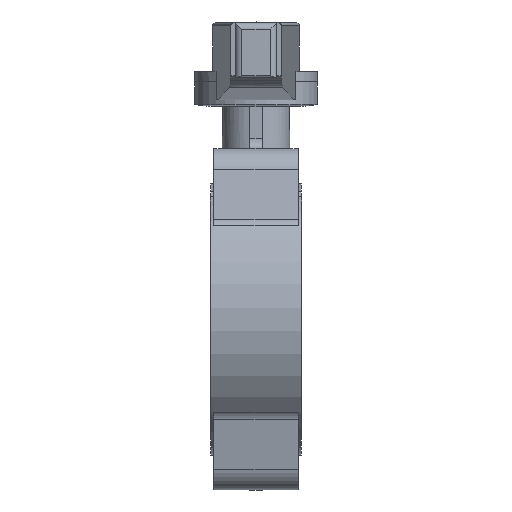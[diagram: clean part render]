
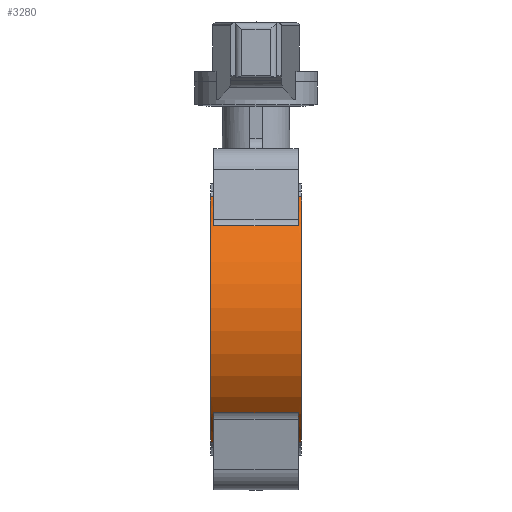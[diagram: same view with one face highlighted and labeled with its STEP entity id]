
A CAD part, front view. The second image highlights one B-rep face of the part: STEP entity #3280.
In plain terms, the highlighted cylindrical face has radius 105 mm (diameter 210 mm), a partial arc.
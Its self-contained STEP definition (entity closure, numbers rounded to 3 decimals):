
#98=LINE('',#4837,#378);
#101=LINE('',#4850,#381);
#123=LINE('',#4921,#403);
#124=LINE('',#4926,#404);
#215=LINE('',#5340,#495);
#216=LINE('',#5341,#496);
#378=VECTOR('',#3827,2.5);
#381=VECTOR('',#3838,2.5);
#403=VECTOR('',#3902,2.5);
#404=VECTOR('',#3907,2.5);
#495=VECTOR('',#4248,65.);
#496=VECTOR('',#4249,65.);
#846=FACE_OUTER_BOUND('',#1033,.T.);
#1033=EDGE_LOOP('',(#2571,#2572,#2573,#2574,#2575,#2576,#2577,#2578,#2579,
#2580,#2581,#2582));
#1198=CIRCLE('',#3464,105.);
#1211=CIRCLE('',#3478,105.);
#1220=CIRCLE('',#3488,105.);
#1229=CIRCLE('',#3503,105.);
#1238=CIRCLE('',#3530,105.);
#1239=CIRCLE('',#3532,105.);
#1337=VERTEX_POINT('',#4834);
#1338=VERTEX_POINT('',#4836);
#1343=VERTEX_POINT('',#4847);
#1344=VERTEX_POINT('',#4849);
#1371=VERTEX_POINT('',#4918);
#1372=VERTEX_POINT('',#4920);
#1373=VERTEX_POINT('',#4923);
#1374=VERTEX_POINT('',#4925);
#1393=VERTEX_POINT('',#4974);
#1412=VERTEX_POINT('',#5014);
#1422=VERTEX_POINT('',#5038);
#1448=VERTEX_POINT('',#5176);
#1671=EDGE_CURVE('',#1338,#1337,#98,.T.);
#1678=EDGE_CURVE('',#1344,#1343,#101,.T.);
#1713=EDGE_CURVE('',#1372,#1371,#123,.T.);
#1716=EDGE_CURVE('',#1374,#1373,#124,.T.);
#1741=EDGE_CURVE('',#1372,#1393,#1198,.T.);
#1762=EDGE_CURVE('',#1412,#1373,#1211,.T.);
#1775=EDGE_CURVE('',#1422,#1337,#1220,.T.);
#1786=EDGE_CURVE('',#1343,#1374,#1229,.T.);
#1824=EDGE_CURVE('',#1371,#1338,#1238,.T.);
#1825=EDGE_CURVE('',#1344,#1448,#1239,.T.);
#1888=EDGE_CURVE('',#1422,#1448,#215,.T.);
#1889=EDGE_CURVE('',#1393,#1412,#216,.T.);
#2571=ORIENTED_EDGE('',*,*,#1671,.T.);
#2572=ORIENTED_EDGE('',*,*,#1775,.F.);
#2573=ORIENTED_EDGE('',*,*,#1888,.T.);
#2574=ORIENTED_EDGE('',*,*,#1825,.F.);
#2575=ORIENTED_EDGE('',*,*,#1678,.T.);
#2576=ORIENTED_EDGE('',*,*,#1786,.T.);
#2577=ORIENTED_EDGE('',*,*,#1716,.T.);
#2578=ORIENTED_EDGE('',*,*,#1762,.F.);
#2579=ORIENTED_EDGE('',*,*,#1889,.F.);
#2580=ORIENTED_EDGE('',*,*,#1741,.F.);
#2581=ORIENTED_EDGE('',*,*,#1713,.T.);
#2582=ORIENTED_EDGE('',*,*,#1824,.T.);
#3147=CYLINDRICAL_SURFACE('',#3572,105.);
#3280=ADVANCED_FACE('',(#846),#3147,.T.);
#3464=AXIS2_PLACEMENT_3D('',#4975,#3953,#3954);
#3478=AXIS2_PLACEMENT_3D('',#5016,#3989,#3990);
#3488=AXIS2_PLACEMENT_3D('',#5040,#4013,#4014);
#3503=AXIS2_PLACEMENT_3D('',#5058,#4045,#4046);
#3530=AXIS2_PLACEMENT_3D('',#5174,#4120,#4121);
#3532=AXIS2_PLACEMENT_3D('',#5177,#4124,#4125);
#3572=AXIS2_PLACEMENT_3D('',#5339,#4246,#4247);
#3827=DIRECTION('',(1.,0.,0.));
#3838=DIRECTION('',(1.,0.,0.));
#3902=DIRECTION('',(-1.,0.,0.));
#3907=DIRECTION('',(-1.,0.,0.));
#3953=DIRECTION('center_axis',(1.,0.,0.));
#3954=DIRECTION('ref_axis',(0.,1.,0.));
#3989=DIRECTION('center_axis',(-1.,0.,0.));
#3990=DIRECTION('ref_axis',(0.,1.,0.));
#4013=DIRECTION('center_axis',(1.,0.,0.));
#4014=DIRECTION('ref_axis',(0.,1.,0.));
#4045=DIRECTION('center_axis',(-1.,0.,0.));
#4046=DIRECTION('ref_axis',(0.,1.,0.));
#4120=DIRECTION('center_axis',(1.,0.,0.));
#4121=DIRECTION('ref_axis',(0.,1.,0.));
#4124=DIRECTION('center_axis',(-1.,0.,0.));
#4125=DIRECTION('ref_axis',(0.,1.,0.));
#4246=DIRECTION('center_axis',(1.,0.,0.));
#4247=DIRECTION('ref_axis',(0.,1.,0.));
#4248=DIRECTION('',(1.,0.,0.));
#4249=DIRECTION('',(1.,0.,0.));
#4834=CARTESIAN_POINT('',(-32.5,-45.14,-94.802));
#4836=CARTESIAN_POINT('',(-35.,-45.14,-94.802));
#4837=CARTESIAN_POINT('',(-35.,-45.14,-94.802));
#4847=CARTESIAN_POINT('',(35.,-45.14,-94.802));
#4849=CARTESIAN_POINT('',(32.5,-45.14,-94.802));
#4850=CARTESIAN_POINT('',(32.5,-45.14,-94.802));
#4918=CARTESIAN_POINT('',(-35.,-45.14,94.802));
#4920=CARTESIAN_POINT('',(-32.5,-45.14,94.802));
#4921=CARTESIAN_POINT('',(-32.5,-45.14,94.802));
#4923=CARTESIAN_POINT('',(32.5,-45.14,94.802));
#4925=CARTESIAN_POINT('',(35.,-45.14,94.802));
#4926=CARTESIAN_POINT('',(35.,-45.14,94.802));
#4974=CARTESIAN_POINT('',(-32.5,-76.211,72.228));
#4975=CARTESIAN_POINT('Origin',(-32.5,0.,0.));
#5014=CARTESIAN_POINT('',(32.5,-76.211,72.228));
#5016=CARTESIAN_POINT('Origin',(32.5,0.,0.));
#5038=CARTESIAN_POINT('',(-32.5,-76.211,-72.228));
#5040=CARTESIAN_POINT('Origin',(-32.5,0.,0.));
#5058=CARTESIAN_POINT('Origin',(35.,0.,0.));
#5174=CARTESIAN_POINT('Origin',(-35.,0.,0.));
#5176=CARTESIAN_POINT('',(32.5,-76.211,-72.228));
#5177=CARTESIAN_POINT('Origin',(32.5,0.,0.));
#5339=CARTESIAN_POINT('Origin',(-32.5,0.,0.));
#5340=CARTESIAN_POINT('',(-32.5,-76.211,-72.228));
#5341=CARTESIAN_POINT('',(-32.5,-76.211,72.228));
